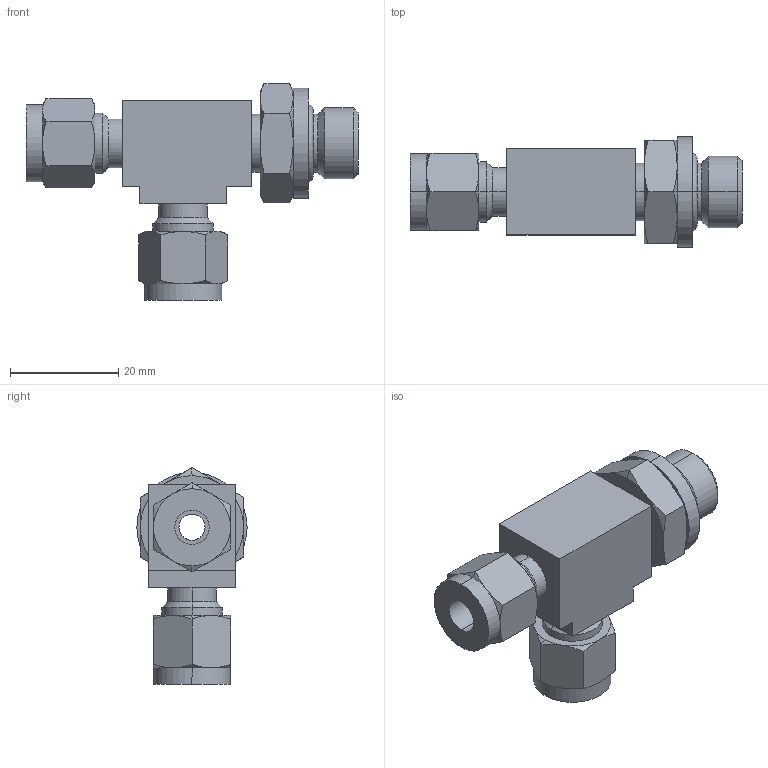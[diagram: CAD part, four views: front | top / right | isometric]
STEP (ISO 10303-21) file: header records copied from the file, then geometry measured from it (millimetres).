
FILE_DESCRIPTION(('starvars output'),'2;1');
FILE_NAME('cv20221118122739000011207.stp','12:27:39 2022/11/18',( 'Thomas Industrial Network Germany GmbH'),( 'Thomas Industrial Network Germany GmbH'),'unknown preprocess','ACIS' ,'unknown authorization');
FILE_SCHEMA(('AUTOMOTIVE_DESIGN_CC2 {UNKNOWN IMPLEMENTATION LEVEL}'));
Length unit declared in the file: millimetre
Products named in the file (1): PRODUCT_ID_1
Bounding box: 61.21 x 20.32 x 39.95 mm (x, y, z)
Volume: 14036.4 mm3; surface area: 7127.1 mm2
Topology: 1 solids, 1 shells, 124 faces, 272 edges, 159 vertices
Faces by surface type: cone 56, plane 38, cylinder 28, torus 2
Entity records: 3687 total; most frequent: CARTESIAN_POINT 564, ORIENTED_EDGE 544, DIRECTION 289, EDGE_CURVE 272, VERTEX_POINT 159, EDGE_LOOP 137, FACE_BOUND 137, STYLED_ITEM 125
